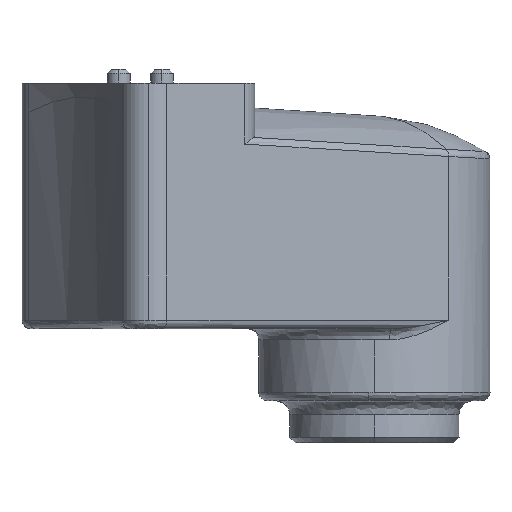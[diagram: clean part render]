
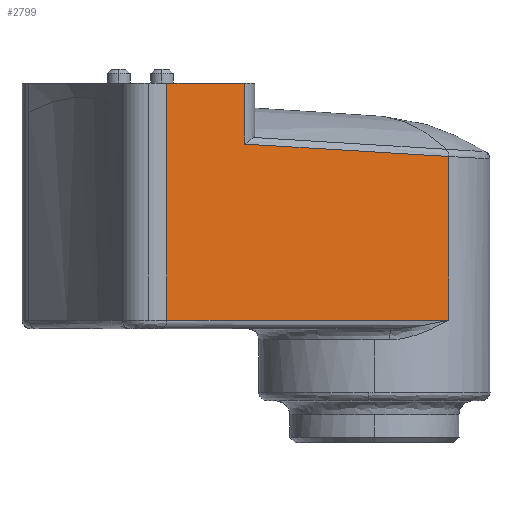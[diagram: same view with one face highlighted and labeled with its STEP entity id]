
A CAD part, left-side view. The second image highlights one B-rep face of the part: STEP entity #2799.
In plain terms, the highlighted planar face has unit normal (-0.766, -0.643, 0).
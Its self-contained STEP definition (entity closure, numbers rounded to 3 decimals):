
#10 = CARTESIAN_POINT ( 'NONE',  ( 60., -458.803, -464. ) ) ;
#21 = CARTESIAN_POINT ( 'NONE',  ( 139.928, -554.057, -464. ) ) ;
#218 = EDGE_CURVE ( 'NONE', #664, #1735, #3394, .T. ) ;
#272 = ORIENTED_EDGE ( 'NONE', *, *, #1666, .T. ) ;
#305 = LINE ( 'NONE', #2403, #778 ) ;
#391 = CARTESIAN_POINT ( 'NONE',  ( 200.592, -626.354, -548. ) ) ;
#428 = DIRECTION ( 'NONE',  ( 0., 0., -1. ) ) ;
#551 = DIRECTION ( 'NONE',  ( 0., 0., 1. ) ) ;
#664 = VERTEX_POINT ( 'NONE', #3055 ) ;
#753 = EDGE_CURVE ( 'NONE', #1087, #1394, #959, .T. ) ;
#778 = VECTOR ( 'NONE', #1568, 1000. ) ;
#847 = CARTESIAN_POINT ( 'NONE',  ( 60., -458.803, -548. ) ) ;
#850 = DIRECTION ( 'NONE',  ( -0.643, 0.766, 0. ) ) ;
#959 = LINE ( 'NONE', #847, #2863 ) ;
#967 = ORIENTED_EDGE ( 'NONE', *, *, #218, .T. ) ;
#1085 = ORIENTED_EDGE ( 'NONE', *, *, #3295, .T. ) ;
#1087 = VERTEX_POINT ( 'NONE', #3027 ) ;
#1188 = DIRECTION ( 'NONE',  ( -0.642, 0.765, 0.046 ) ) ;
#1234 = DIRECTION ( 'NONE',  ( 0.643, -0.766, 0. ) ) ;
#1235 = CARTESIAN_POINT ( 'NONE',  ( 116.77, -526.458, -581.5 ) ) ;
#1246 = PLANE ( 'NONE',  #2755 ) ;
#1283 = FACE_OUTER_BOUND ( 'NONE', #2676, .T. ) ;
#1394 = VERTEX_POINT ( 'NONE', #391 ) ;
#1459 = VECTOR ( 'NONE', #1188, 1000. ) ;
#1568 = DIRECTION ( 'NONE',  ( 0., 0., -1. ) ) ;
#1666 = EDGE_CURVE ( 'NONE', #1735, #1911, #3313, .T. ) ;
#1735 = VERTEX_POINT ( 'NONE', #21 ) ;
#1761 = LINE ( 'NONE', #1235, #3345 ) ;
#1911 = VERTEX_POINT ( 'NONE', #2051 ) ;
#1918 = EDGE_CURVE ( 'NONE', #1911, #1087, #1761, .T. ) ;
#1983 = CARTESIAN_POINT ( 'NONE',  ( 200.592, -626.354, -489.975 ) ) ;
#2051 = CARTESIAN_POINT ( 'NONE',  ( 116.77, -526.458, -464. ) ) ;
#2095 = EDGE_CURVE ( 'NONE', #3318, #1394, #305, .T. ) ;
#2173 = LINE ( 'NONE', #3376, #1459 ) ;
#2403 = CARTESIAN_POINT ( 'NONE',  ( 200.592, -626.354, -581.5 ) ) ;
#2585 = VECTOR ( 'NONE', #850, 1000. ) ;
#2598 = CARTESIAN_POINT ( 'NONE',  ( 60., -458.803, -581.5 ) ) ;
#2659 = CARTESIAN_POINT ( 'NONE',  ( 139.928, -554.057, -581.5 ) ) ;
#2671 = VECTOR ( 'NONE', #551, 1000. ) ;
#2676 = EDGE_LOOP ( 'NONE', ( #3308, #2956, #3522, #1085, #967, #272 ) ) ;
#2755 = AXIS2_PLACEMENT_3D ( 'NONE', #2598, #2885, #1234 ) ;
#2799 = ADVANCED_FACE ( 'NONE', ( #1283 ), #1246, .T. ) ;
#2863 = VECTOR ( 'NONE', #3077, 1000. ) ;
#2885 = DIRECTION ( 'NONE',  ( -0.766, -0.643, 0. ) ) ;
#2956 = ORIENTED_EDGE ( 'NONE', *, *, #753, .T. ) ;
#3027 = CARTESIAN_POINT ( 'NONE',  ( 116.77, -526.458, -548. ) ) ;
#3055 = CARTESIAN_POINT ( 'NONE',  ( 139.928, -554.057, -485.591 ) ) ;
#3077 = DIRECTION ( 'NONE',  ( 0.643, -0.766, 0. ) ) ;
#3295 = EDGE_CURVE ( 'NONE', #3318, #664, #2173, .T. ) ;
#3308 = ORIENTED_EDGE ( 'NONE', *, *, #1918, .T. ) ;
#3313 = LINE ( 'NONE', #10, #2585 ) ;
#3318 = VERTEX_POINT ( 'NONE', #1983 ) ;
#3345 = VECTOR ( 'NONE', #428, 1000. ) ;
#3376 = CARTESIAN_POINT ( 'NONE',  ( 200.592, -626.354, -489.975 ) ) ;
#3394 = LINE ( 'NONE', #2659, #2671 ) ;
#3522 = ORIENTED_EDGE ( 'NONE', *, *, #2095, .F. ) ;
